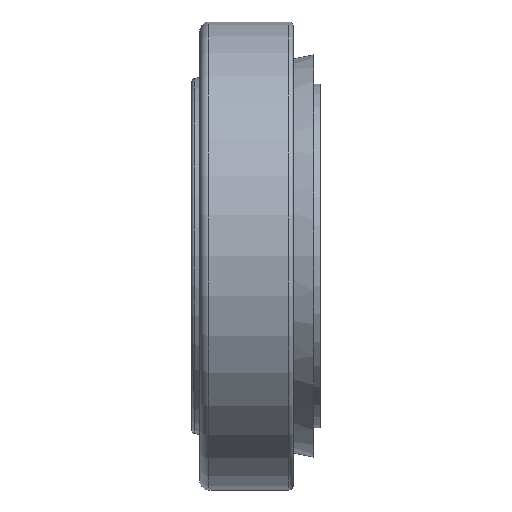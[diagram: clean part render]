
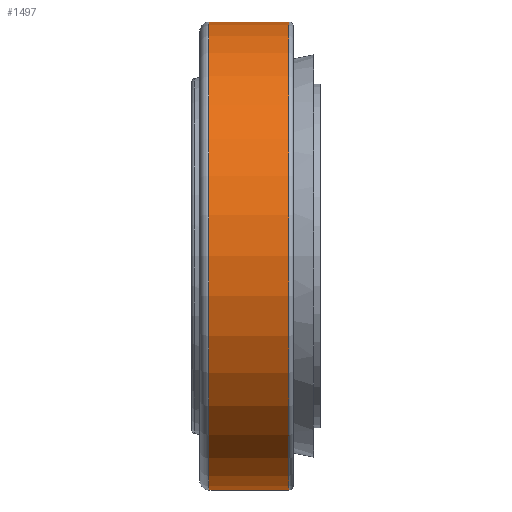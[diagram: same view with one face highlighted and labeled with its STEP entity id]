
A CAD part, top view. The second image highlights one B-rep face of the part: STEP entity #1497.
In plain terms, the highlighted cylindrical face has radius 65 mm (diameter 130 mm), a partial arc.
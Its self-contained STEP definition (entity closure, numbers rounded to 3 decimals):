
#1497=ADVANCED_FACE('',(#2993),#2994,.T.);
#2993=FACE_OUTER_BOUND('',#4499,.T.);
#2994=CYLINDRICAL_SURFACE('',#4500,65.0);
#4499=EDGE_LOOP('',(#8637,#8638,#8639,#8640));
#4500=AXIS2_PLACEMENT_3D('',#8641,#8642,#8643);
#8637=ORIENTED_EDGE('',*,*,#9591,.T.);
#8638=ORIENTED_EDGE('',*,*,#10271,.F.);
#8639=ORIENTED_EDGE('',*,*,#9593,.T.);
#8640=ORIENTED_EDGE('',*,*,#10269,.T.);
#8641=CARTESIAN_POINT('',(11.135,0.0,0.0));
#8642=DIRECTION('',(1.0,0.0,0.0));
#8643=DIRECTION('',(0.0,1.0,0.));
#9591=EDGE_CURVE('',#11634,#11625,#11635,.T.);
#9593=EDGE_CURVE('',#11628,#11636,#11638,.T.);
#10269=EDGE_CURVE('',#11636,#11634,#12640,.T.);
#10271=EDGE_CURVE('',#11628,#11625,#12642,.T.);
#11625=VERTEX_POINT('',#14500);
#11628=VERTEX_POINT('',#14503);
#11634=VERTEX_POINT('',#14509);
#11635=LINE('',#14510,#14511);
#11636=VERTEX_POINT('',#14512);
#11638=LINE('',#14514,#14515);
#12640=CIRCLE('',#15967,65.0);
#12642=CIRCLE('',#15969,65.0);
#14500=CARTESIAN_POINT('',(0.04,65.0,0.));
#14503=CARTESIAN_POINT('',(0.04,-65.0,0.));
#14509=CARTESIAN_POINT('',(22.23,65.0,0.));
#14510=CARTESIAN_POINT('',(11.135,65.0,0.));
#14511=VECTOR('',#16896,1.0);
#14512=CARTESIAN_POINT('',(22.23,-65.0,0.));
#14514=CARTESIAN_POINT('',(11.135,-65.0,0.));
#14515=VECTOR('',#16900,1.0);
#15967=AXIS2_PLACEMENT_3D('',#17474,#17475,#17476);
#15969=AXIS2_PLACEMENT_3D('',#17477,#17478,#17479);
#16896=DIRECTION('',(-1.0,0.0,0.0));
#16900=DIRECTION('',(1.0,0.0,0.0));
#17474=CARTESIAN_POINT('',(22.23,0.0,0.0));
#17475=DIRECTION('',(-1.0,0.0,0.0));
#17476=DIRECTION('',(0.0,1.0,0.));
#17477=CARTESIAN_POINT('',(0.04,0.0,0.0));
#17478=DIRECTION('',(-1.0,0.0,0.0));
#17479=DIRECTION('',(0.0,1.0,0.));
